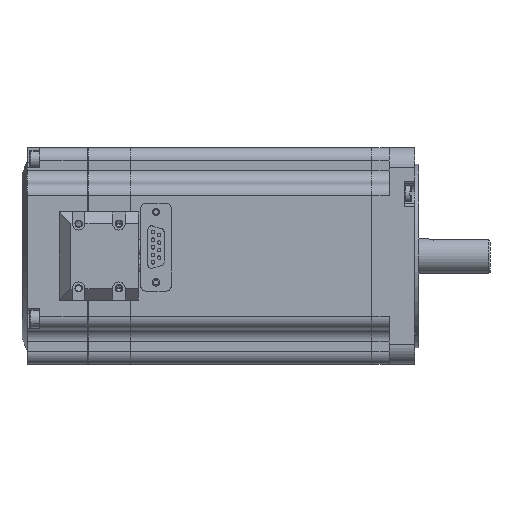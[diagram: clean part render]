
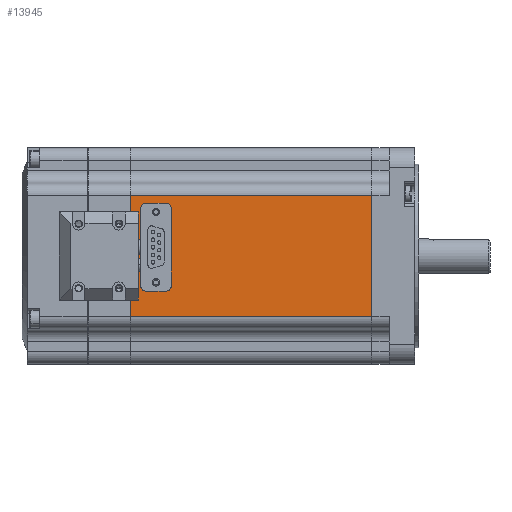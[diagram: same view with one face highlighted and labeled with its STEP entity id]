
A CAD part, left-side view. The second image highlights one B-rep face of the part: STEP entity #13945.
In plain terms, the highlighted planar face has unit normal (-1, 0, 0).
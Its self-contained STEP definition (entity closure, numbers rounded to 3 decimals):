
#160 = VECTOR ( 'NONE', #7419, 1000. ) ;
#193 = VECTOR ( 'NONE', #368, 1000. ) ;
#368 = DIRECTION ( 'NONE',  ( 0., 1., 0. ) ) ;
#648 = CARTESIAN_POINT ( 'NONE',  ( -43., 42., 43. ) ) ;
#703 = VERTEX_POINT ( 'NONE', #15867 ) ;
#2053 = EDGE_LOOP ( 'NONE', ( #25606, #9059, #5794, #20811 ) ) ;
#2250 = CARTESIAN_POINT ( 'NONE',  ( -43., 0., 43. ) ) ;
#2492 = VECTOR ( 'NONE', #8426, 1000. ) ;
#5141 = PLANE ( 'NONE',  #8490 ) ;
#5794 = ORIENTED_EDGE ( 'NONE', *, *, #24765, .F. ) ;
#5946 = VERTEX_POINT ( 'NONE', #6137 ) ;
#6137 = CARTESIAN_POINT ( 'NONE',  ( -43., 96., 24. ) ) ;
#7272 = CARTESIAN_POINT ( 'NONE',  ( -43., 0., 24. ) ) ;
#7419 = DIRECTION ( 'NONE',  ( 0., -1., 0. ) ) ;
#7630 = DIRECTION ( 'NONE',  ( 0., 0., 1. ) ) ;
#8426 = DIRECTION ( 'NONE',  ( 0., 0., -1. ) ) ;
#8490 = AXIS2_PLACEMENT_3D ( 'NONE', #648, #9351, #26211 ) ;
#9059 = ORIENTED_EDGE ( 'NONE', *, *, #24875, .F. ) ;
#9351 = DIRECTION ( 'NONE',  ( 1., 0., 0. ) ) ;
#10500 = VECTOR ( 'NONE', #7630, 1000. ) ;
#11577 = EDGE_CURVE ( 'NONE', #5946, #21645, #12017, .T. ) ;
#12017 = LINE ( 'NONE', #7272, #160 ) ;
#13945 = ADVANCED_FACE ( 'NONE', ( #24623 ), #5141, .F. ) ;
#15867 = CARTESIAN_POINT ( 'NONE',  ( -43., 0., -24. ) ) ;
#18389 = CARTESIAN_POINT ( 'NONE',  ( -43., 96., 0. ) ) ;
#20811 = ORIENTED_EDGE ( 'NONE', *, *, #21850, .F. ) ;
#20865 = LINE ( 'NONE', #2250, #2492 ) ;
#21645 = VERTEX_POINT ( 'NONE', #22038 ) ;
#21850 = EDGE_CURVE ( 'NONE', #21645, #703, #20865, .T. ) ;
#22038 = CARTESIAN_POINT ( 'NONE',  ( -43., 0., 24. ) ) ;
#22405 = CARTESIAN_POINT ( 'NONE',  ( -43., 96., -24. ) ) ;
#23863 = VERTEX_POINT ( 'NONE', #22405 ) ;
#23955 = CARTESIAN_POINT ( 'NONE',  ( -43., 42., -24. ) ) ;
#24623 = FACE_OUTER_BOUND ( 'NONE', #2053, .T. ) ;
#24765 = EDGE_CURVE ( 'NONE', #703, #23863, #26061, .T. ) ;
#24875 = EDGE_CURVE ( 'NONE', #23863, #5946, #26863, .T. ) ;
#25606 = ORIENTED_EDGE ( 'NONE', *, *, #11577, .F. ) ;
#26061 = LINE ( 'NONE', #23955, #193 ) ;
#26211 = DIRECTION ( 'NONE',  ( 0., 0., -1. ) ) ;
#26863 = LINE ( 'NONE', #18389, #10500 ) ;
